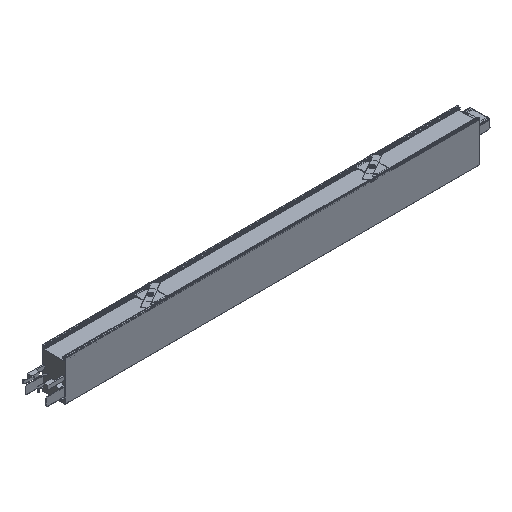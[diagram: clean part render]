
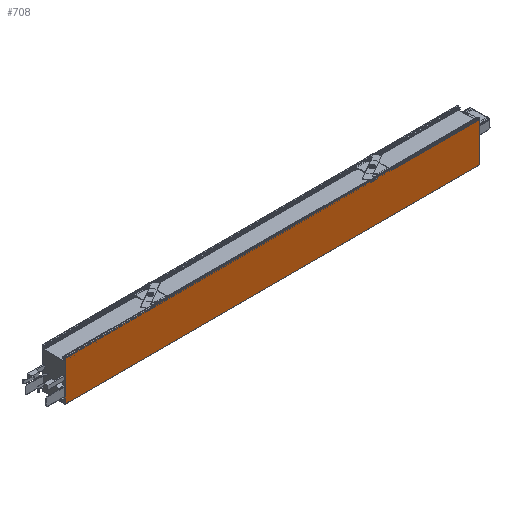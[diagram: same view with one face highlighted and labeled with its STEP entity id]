
A CAD part, isometric view. The second image highlights one B-rep face of the part: STEP entity #708.
In plain terms, the highlighted planar face has unit normal (0, -1, 0).
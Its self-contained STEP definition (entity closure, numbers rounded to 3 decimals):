
#263=FACE_OUTER_BOUND('',#1860,.T.);
#708=ADVANCED_FACE('DUAL S PROFIL',(#263),#1175,.F.);
#1175=PLANE('',#9052);
#1860=EDGE_LOOP('',(#2551,#2552,#2553,#2554));
#2551=ORIENTED_EDGE('',*,*,#5975,.F.);
#2552=ORIENTED_EDGE('',*,*,#5787,.T.);
#2553=ORIENTED_EDGE('',*,*,#5976,.T.);
#2554=ORIENTED_EDGE('',*,*,#5920,.F.);
#4944=VERTEX_POINT('',#12259);
#4945=VERTEX_POINT('',#12261);
#5076=VERTEX_POINT('',#12526);
#5077=VERTEX_POINT('',#12528);
#5787=EDGE_CURVE('',#4945,#4944,#7083,.T.);
#5920=EDGE_CURVE('',#5076,#5077,#7167,.T.);
#5975=EDGE_CURVE('LINE',#4945,#5076,#7213,.T.);
#5976=EDGE_CURVE('LINE',#4944,#5077,#7214,.T.);
#7083=LINE('',#12260,#8035);
#7167=LINE('',#12527,#8119);
#7213=LINE('',#12634,#8165);
#7214=LINE('',#12635,#8166);
#8035=VECTOR('',#9762,1.);
#8119=VECTOR('',#9948,1.);
#8165=VECTOR('',#10026,1.);
#8166=VECTOR('',#10027,1.);
#9052=AXIS2_PLACEMENT_3D('',#12636,#10028,#10029);
#9762=DIRECTION('',(0.,0.,1.));
#9948=DIRECTION('',(0.,0.,1.));
#10026=DIRECTION('',(-1.,0.,0.));
#10027=DIRECTION('',(-1.,0.,0.));
#10028=DIRECTION('',(0.,1.,0.));
#10029=DIRECTION('',(0.,0.,1.));
#12259=CARTESIAN_POINT('',(561.,-30.,-0.266));
#12260=CARTESIAN_POINT('',(561.,-30.,-0.266));
#12261=CARTESIAN_POINT('',(561.,-30.,-109.666));
#12526=CARTESIAN_POINT('',(-561.,-30.,-109.666));
#12527=CARTESIAN_POINT('',(-561.,-30.,-0.266));
#12528=CARTESIAN_POINT('',(-561.,-30.,-0.266));
#12634=CARTESIAN_POINT('',(-16.,-30.,-109.666));
#12635=CARTESIAN_POINT('',(-16.,-30.,-0.266));
#12636=CARTESIAN_POINT('',(-16.,-30.,-0.266));
